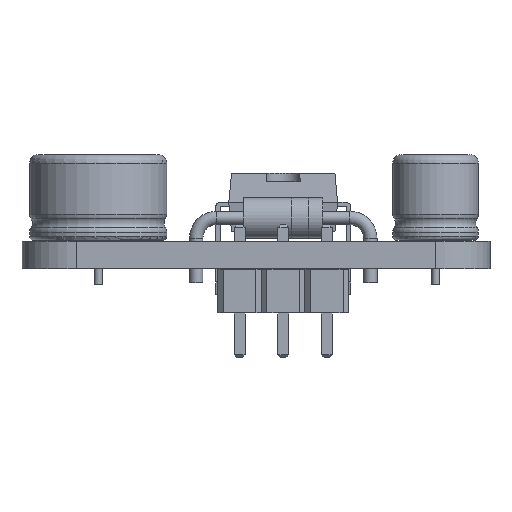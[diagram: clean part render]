
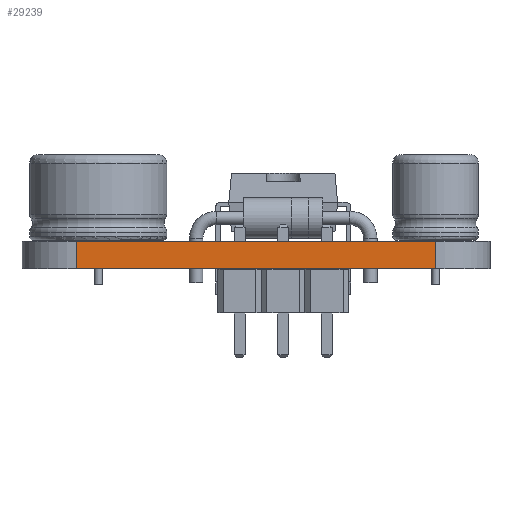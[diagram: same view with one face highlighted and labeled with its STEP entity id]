
A CAD part, left-side view. The second image highlights one B-rep face of the part: STEP entity #29239.
In plain terms, the highlighted planar face has unit normal (-1, 0, 0).
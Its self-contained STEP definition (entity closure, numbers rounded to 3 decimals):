
#29239 = ADVANCED_FACE('',(#29240),#29254,.F.);
#29240 = FACE_BOUND('',#29241,.F.);
#29241 = EDGE_LOOP('',(#29242,#29277,#29305,#29333));
#29242 = ORIENTED_EDGE('',*,*,#29243,.T.);
#29243 = EDGE_CURVE('',#29244,#29246,#29248,.T.);
#29244 = VERTEX_POINT('',#29245);
#29245 = CARTESIAN_POINT('',(-14.605,10.478,0.));
#29246 = VERTEX_POINT('',#29247);
#29247 = CARTESIAN_POINT('',(-14.605,10.478,1.6));
#29248 = SURFACE_CURVE('',#29249,(#29253,#29265),.PCURVE_S1.);
#29249 = LINE('',#29250,#29251);
#29250 = CARTESIAN_POINT('',(-14.605,10.478,0.));
#29251 = VECTOR('',#29252,1.);
#29252 = DIRECTION('',(0.,0.,1.));
#29253 = PCURVE('',#29254,#29259);
#29254 = PLANE('',#29255);
#29255 = AXIS2_PLACEMENT_3D('',#29256,#29257,#29258);
#29256 = CARTESIAN_POINT('',(-14.605,10.478,0.));
#29257 = DIRECTION('',(1.,0.,0.));
#29258 = DIRECTION('',(0.,-1.,0.));
#29259 = DEFINITIONAL_REPRESENTATION('',(#29260),#29264);
#29260 = LINE('',#29261,#29262);
#29261 = CARTESIAN_POINT('',(0.,0.));
#29262 = VECTOR('',#29263,1.);
#29263 = DIRECTION('',(0.,-1.));
#29264 = ( GEOMETRIC_REPRESENTATION_CONTEXT(2) 
PARAMETRIC_REPRESENTATION_CONTEXT() REPRESENTATION_CONTEXT('2D SPACE',''
  ) );
#29265 = PCURVE('',#29266,#29271);
#29266 = CYLINDRICAL_SURFACE('',#29267,3.175);
#29267 = AXIS2_PLACEMENT_3D('',#29268,#29269,#29270);
#29268 = CARTESIAN_POINT('',(-11.43,10.478,0.));
#29269 = DIRECTION('',(0.,0.,-1.));
#29270 = DIRECTION('',(1.,0.,0.));
#29271 = DEFINITIONAL_REPRESENTATION('',(#29272),#29276);
#29272 = LINE('',#29273,#29274);
#29273 = CARTESIAN_POINT('',(-3.142,0.));
#29274 = VECTOR('',#29275,1.);
#29275 = DIRECTION('',(0.,-1.));
#29276 = ( GEOMETRIC_REPRESENTATION_CONTEXT(2) 
PARAMETRIC_REPRESENTATION_CONTEXT() REPRESENTATION_CONTEXT('2D SPACE',''
  ) );
#29277 = ORIENTED_EDGE('',*,*,#29278,.T.);
#29278 = EDGE_CURVE('',#29246,#29279,#29281,.T.);
#29279 = VERTEX_POINT('',#29280);
#29280 = CARTESIAN_POINT('',(-14.605,-10.478,1.6));
#29281 = SURFACE_CURVE('',#29282,(#29286,#29293),.PCURVE_S1.);
#29282 = LINE('',#29283,#29284);
#29283 = CARTESIAN_POINT('',(-14.605,10.478,1.6));
#29284 = VECTOR('',#29285,1.);
#29285 = DIRECTION('',(0.,-1.,0.));
#29286 = PCURVE('',#29254,#29287);
#29287 = DEFINITIONAL_REPRESENTATION('',(#29288),#29292);
#29288 = LINE('',#29289,#29290);
#29289 = CARTESIAN_POINT('',(0.,-1.6));
#29290 = VECTOR('',#29291,1.);
#29291 = DIRECTION('',(1.,0.));
#29292 = ( GEOMETRIC_REPRESENTATION_CONTEXT(2) 
PARAMETRIC_REPRESENTATION_CONTEXT() REPRESENTATION_CONTEXT('2D SPACE',''
  ) );
#29293 = PCURVE('',#29294,#29299);
#29294 = PLANE('',#29295);
#29295 = AXIS2_PLACEMENT_3D('',#29296,#29297,#29298);
#29296 = CARTESIAN_POINT('',(0.,0.,1.6
    ));
#29297 = DIRECTION('',(0.,0.,1.));
#29298 = DIRECTION('',(1.,0.,0.));
#29299 = DEFINITIONAL_REPRESENTATION('',(#29300),#29304);
#29300 = LINE('',#29301,#29302);
#29301 = CARTESIAN_POINT('',(-14.605,10.478));
#29302 = VECTOR('',#29303,1.);
#29303 = DIRECTION('',(0.,-1.));
#29304 = ( GEOMETRIC_REPRESENTATION_CONTEXT(2) 
PARAMETRIC_REPRESENTATION_CONTEXT() REPRESENTATION_CONTEXT('2D SPACE',''
  ) );
#29305 = ORIENTED_EDGE('',*,*,#29306,.F.);
#29306 = EDGE_CURVE('',#29307,#29279,#29309,.T.);
#29307 = VERTEX_POINT('',#29308);
#29308 = CARTESIAN_POINT('',(-14.605,-10.478,0.));
#29309 = SURFACE_CURVE('',#29310,(#29314,#29321),.PCURVE_S1.);
#29310 = LINE('',#29311,#29312);
#29311 = CARTESIAN_POINT('',(-14.605,-10.478,0.));
#29312 = VECTOR('',#29313,1.);
#29313 = DIRECTION('',(0.,0.,1.));
#29314 = PCURVE('',#29254,#29315);
#29315 = DEFINITIONAL_REPRESENTATION('',(#29316),#29320);
#29316 = LINE('',#29317,#29318);
#29317 = CARTESIAN_POINT('',(20.955,0.));
#29318 = VECTOR('',#29319,1.);
#29319 = DIRECTION('',(0.,-1.));
#29320 = ( GEOMETRIC_REPRESENTATION_CONTEXT(2) 
PARAMETRIC_REPRESENTATION_CONTEXT() REPRESENTATION_CONTEXT('2D SPACE',''
  ) );
#29321 = PCURVE('',#29322,#29327);
#29322 = CYLINDRICAL_SURFACE('',#29323,3.175);
#29323 = AXIS2_PLACEMENT_3D('',#29324,#29325,#29326);
#29324 = CARTESIAN_POINT('',(-11.43,-10.478,0.));
#29325 = DIRECTION('',(0.,0.,-1.));
#29326 = DIRECTION('',(1.,0.,0.));
#29327 = DEFINITIONAL_REPRESENTATION('',(#29328),#29332);
#29328 = LINE('',#29329,#29330);
#29329 = CARTESIAN_POINT('',(-3.142,0.));
#29330 = VECTOR('',#29331,1.);
#29331 = DIRECTION('',(0.,-1.));
#29332 = ( GEOMETRIC_REPRESENTATION_CONTEXT(2) 
PARAMETRIC_REPRESENTATION_CONTEXT() REPRESENTATION_CONTEXT('2D SPACE',''
  ) );
#29333 = ORIENTED_EDGE('',*,*,#29334,.F.);
#29334 = EDGE_CURVE('',#29244,#29307,#29335,.T.);
#29335 = SURFACE_CURVE('',#29336,(#29340,#29347),.PCURVE_S1.);
#29336 = LINE('',#29337,#29338);
#29337 = CARTESIAN_POINT('',(-14.605,10.478,0.));
#29338 = VECTOR('',#29339,1.);
#29339 = DIRECTION('',(0.,-1.,0.));
#29340 = PCURVE('',#29254,#29341);
#29341 = DEFINITIONAL_REPRESENTATION('',(#29342),#29346);
#29342 = LINE('',#29343,#29344);
#29343 = CARTESIAN_POINT('',(0.,0.));
#29344 = VECTOR('',#29345,1.);
#29345 = DIRECTION('',(1.,0.));
#29346 = ( GEOMETRIC_REPRESENTATION_CONTEXT(2) 
PARAMETRIC_REPRESENTATION_CONTEXT() REPRESENTATION_CONTEXT('2D SPACE',''
  ) );
#29347 = PCURVE('',#29348,#29353);
#29348 = PLANE('',#29349);
#29349 = AXIS2_PLACEMENT_3D('',#29350,#29351,#29352);
#29350 = CARTESIAN_POINT('',(0.,0.,
    0.));
#29351 = DIRECTION('',(0.,0.,1.));
#29352 = DIRECTION('',(1.,0.,0.));
#29353 = DEFINITIONAL_REPRESENTATION('',(#29354),#29358);
#29354 = LINE('',#29355,#29356);
#29355 = CARTESIAN_POINT('',(-14.605,10.478));
#29356 = VECTOR('',#29357,1.);
#29357 = DIRECTION('',(0.,-1.));
#29358 = ( GEOMETRIC_REPRESENTATION_CONTEXT(2) 
PARAMETRIC_REPRESENTATION_CONTEXT() REPRESENTATION_CONTEXT('2D SPACE',''
  ) );
